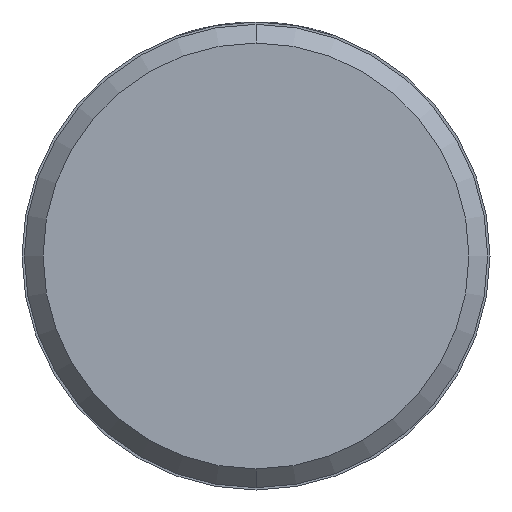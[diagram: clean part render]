
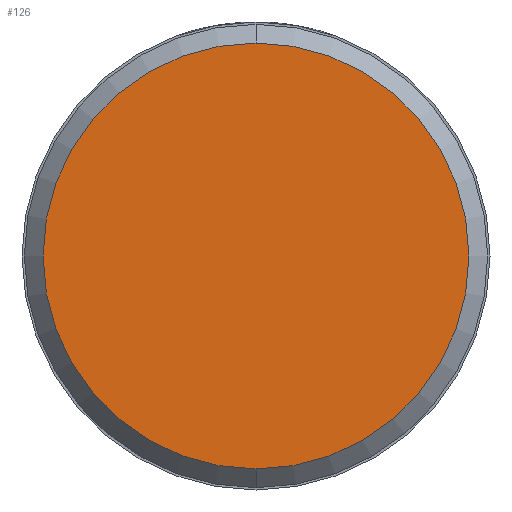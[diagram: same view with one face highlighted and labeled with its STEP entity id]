
A CAD part, front view. The second image highlights one B-rep face of the part: STEP entity #126.
In plain terms, the highlighted planar face has unit normal (0, -1, 0).
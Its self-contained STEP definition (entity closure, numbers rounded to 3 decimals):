
#46 = EDGE_CURVE ( 'NONE', #482, #334, #2376, .T. ) ;
#126 = ADVANCED_FACE ( 'NONE', ( #763 ), #706, .F. ) ;
#334 = VERTEX_POINT ( 'NONE', #349 ) ;
#349 = CARTESIAN_POINT ( 'NONE',  ( 0., 0., 22.75 ) ) ;
#443 = DIRECTION ( 'NONE',  ( 0., -1., 0. ) ) ;
#448 = AXIS2_PLACEMENT_3D ( 'NONE', #2274, #1389, #1424 ) ;
#482 = VERTEX_POINT ( 'NONE', #1771 ) ;
#665 = DIRECTION ( 'NONE',  ( 0., 0., 1. ) ) ;
#672 = DIRECTION ( 'NONE',  ( 0., -1., 0. ) ) ;
#706 = PLANE ( 'NONE',  #448 ) ;
#763 = FACE_OUTER_BOUND ( 'NONE', #1412, .T. ) ;
#797 = CIRCLE ( 'NONE', #2432, 22.75 ) ;
#841 = EDGE_CURVE ( 'NONE', #334, #482, #797, .T. ) ;
#870 = CARTESIAN_POINT ( 'NONE',  ( 0., 0., 0. ) ) ;
#1113 = DIRECTION ( 'NONE',  ( 0., 0., 1. ) ) ;
#1389 = DIRECTION ( 'NONE',  ( 0., 1., 0. ) ) ;
#1412 = EDGE_LOOP ( 'NONE', ( #2693, #2464 ) ) ;
#1424 = DIRECTION ( 'NONE',  ( 0., 0., 1. ) ) ;
#1733 = AXIS2_PLACEMENT_3D ( 'NONE', #2011, #672, #1113 ) ;
#1771 = CARTESIAN_POINT ( 'NONE',  ( 0., 0., -22.75 ) ) ;
#2011 = CARTESIAN_POINT ( 'NONE',  ( 0., 0., 0. ) ) ;
#2274 = CARTESIAN_POINT ( 'NONE',  ( 0., 0., 0. ) ) ;
#2376 = CIRCLE ( 'NONE', #1733, 22.75 ) ;
#2432 = AXIS2_PLACEMENT_3D ( 'NONE', #870, #443, #665 ) ;
#2464 = ORIENTED_EDGE ( 'NONE', *, *, #46, .T. ) ;
#2693 = ORIENTED_EDGE ( 'NONE', *, *, #841, .T. ) ;
